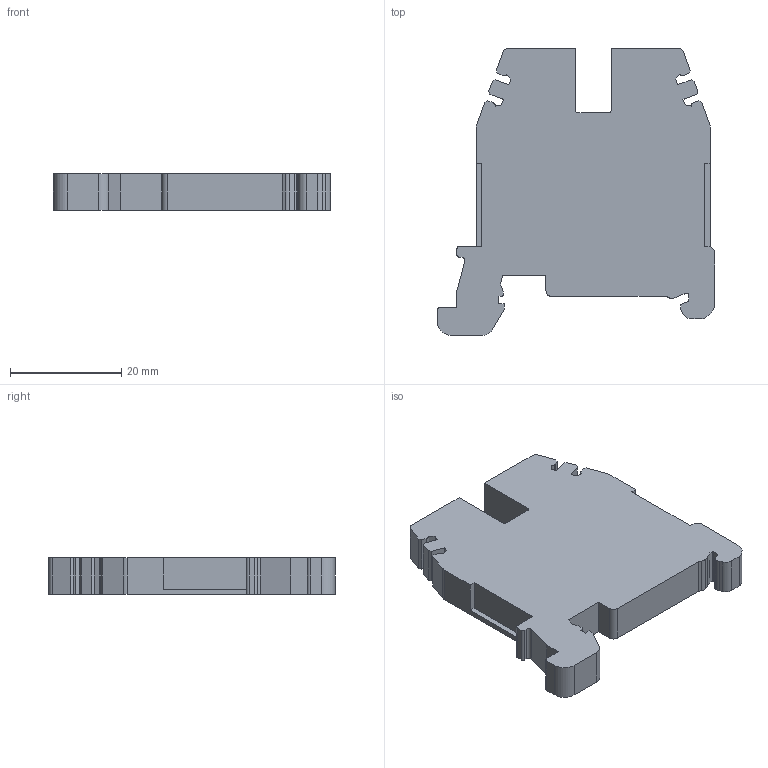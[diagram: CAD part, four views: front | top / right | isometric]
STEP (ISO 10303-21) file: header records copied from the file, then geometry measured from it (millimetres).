
FILE_DESCRIPTION((''),'2;1');
FILE_NAME('ASM0001_ASM','2022-09-22T09:53:59',('klemen.sitar'),('Audax d.o.o.'),'CREO PARAMETRIC BY PTC INC, 2021304','CREO PARAMETRIC BY PTC INC, 2021304','');
FILE_SCHEMA(('AP242_MANAGED_MODEL_BASED_3D_ENGINEERING_MIM_LF { 1 0 10303 442 1 1 4 }'));
Length unit declared in the file: millimetre
Products named in the file (3): PRT0001; TYPE_1___FI-4_40MM; ASM0001_ASM
Assembly tree (3 placements, depth 2):
  ASM0001_ASM
    PRT0001
    TYPE_1___FI-4_40MM  x2
Bounding box: 49.8 x 51.5 x 6.5 mm (x, y, z)
Volume: 11481.8 mm3; surface area: 5453.9 mm2
Topology: 3 solids, 3 shells, 204 faces, 587 edges, 389 vertices
Faces by surface type: plane 120, cylinder 52, cone 16, bspline 8, sphere 4, torus 4
Entity records: 8749 total; most frequent: CARTESIAN_POINT 1497, ORIENTED_EDGE 922, DIRECTION 877, PRESENTATION_STYLE_ASSIGNMENT 630, STYLED_ITEM 630, CURVE_STYLE 467, EDGE_CURVE 461, VECTOR 319
